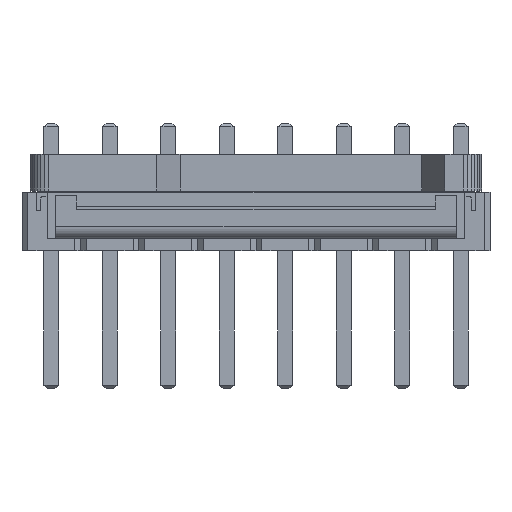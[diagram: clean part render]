
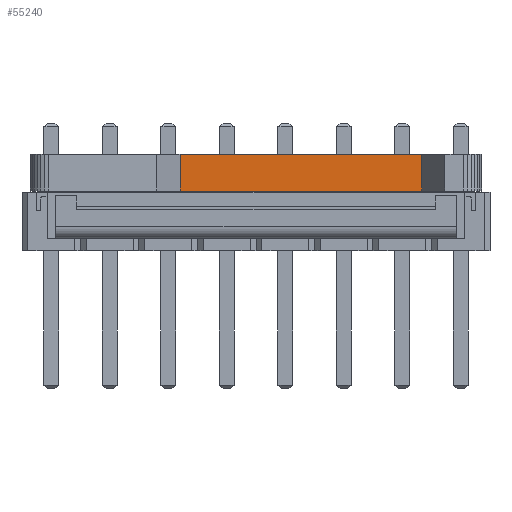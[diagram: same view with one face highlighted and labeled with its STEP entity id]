
A CAD part, front view. The second image highlights one B-rep face of the part: STEP entity #55240.
In plain terms, the highlighted planar face has unit normal (0, -1, 0).
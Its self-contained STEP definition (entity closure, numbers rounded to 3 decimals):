
#52039 = PLANE('',#52040);
#52040 = AXIS2_PLACEMENT_3D('',#52041,#52042,#52043);
#52041 = CARTESIAN_POINT('',(0.03,-0.123,1.6));
#52042 = DIRECTION('',(-0.,-0.,-1.));
#52043 = DIRECTION('',(-1.,0.,0.));
#52093 = PLANE('',#52094);
#52094 = AXIS2_PLACEMENT_3D('',#52095,#52096,#52097);
#52095 = CARTESIAN_POINT('',(0.03,-0.123,0.));
#52096 = DIRECTION('',(-0.,-0.,-1.));
#52097 = DIRECTION('',(-1.,0.,0.));
#52622 = VERTEX_POINT('',#52623);
#52623 = CARTESIAN_POINT('',(7.2,-17.7,0.));
#52637 = PLANE('',#52638);
#52638 = AXIS2_PLACEMENT_3D('',#52639,#52640,#52641);
#52639 = CARTESIAN_POINT('',(8.2,-19.3,0.));
#52640 = DIRECTION('',(-0.848,-0.53,0.));
#52641 = DIRECTION('',(-0.53,0.848,0.));
#52649 = EDGE_CURVE('',#52622,#52650,#52652,.T.);
#52650 = VERTEX_POINT('',#52651);
#52651 = CARTESIAN_POINT('',(-3.3,-17.7,0.));
#52652 = SURFACE_CURVE('',#52653,(#52657,#52664),.PCURVE_S1.);
#52653 = LINE('',#52654,#52655);
#52654 = CARTESIAN_POINT('',(7.2,-17.7,0.));
#52655 = VECTOR('',#52656,1.);
#52656 = DIRECTION('',(-1.,0.,0.));
#52657 = PCURVE('',#52093,#52658);
#52658 = DEFINITIONAL_REPRESENTATION('',(#52659),#52663);
#52659 = LINE('',#52660,#52661);
#52660 = CARTESIAN_POINT('',(-7.17,-17.577));
#52661 = VECTOR('',#52662,1.);
#52662 = DIRECTION('',(1.,0.));
#52663 = ( GEOMETRIC_REPRESENTATION_CONTEXT(2) 
PARAMETRIC_REPRESENTATION_CONTEXT() REPRESENTATION_CONTEXT('2D SPACE',''
  ) );
#52664 = PCURVE('',#52665,#52670);
#52665 = PLANE('',#52666);
#52666 = AXIS2_PLACEMENT_3D('',#52667,#52668,#52669);
#52667 = CARTESIAN_POINT('',(7.2,-17.7,0.));
#52668 = DIRECTION('',(0.,-1.,0.));
#52669 = DIRECTION('',(-1.,0.,0.));
#52670 = DEFINITIONAL_REPRESENTATION('',(#52671),#52675);
#52671 = LINE('',#52672,#52673);
#52672 = CARTESIAN_POINT('',(0.,-0.));
#52673 = VECTOR('',#52674,1.);
#52674 = DIRECTION('',(1.,0.));
#52675 = ( GEOMETRIC_REPRESENTATION_CONTEXT(2) 
PARAMETRIC_REPRESENTATION_CONTEXT() REPRESENTATION_CONTEXT('2D SPACE',''
  ) );
#52693 = PLANE('',#52694);
#52694 = AXIS2_PLACEMENT_3D('',#52695,#52696,#52697);
#52695 = CARTESIAN_POINT('',(-3.3,-17.7,0.));
#52696 = DIRECTION('',(0.848,-0.53,0.));
#52697 = DIRECTION('',(-0.53,-0.848,0.));
#53760 = VERTEX_POINT('',#53761);
#53761 = CARTESIAN_POINT('',(7.2,-17.7,1.6));
#53782 = EDGE_CURVE('',#53760,#53783,#53785,.T.);
#53783 = VERTEX_POINT('',#53784);
#53784 = CARTESIAN_POINT('',(-3.3,-17.7,1.6));
#53785 = SURFACE_CURVE('',#53786,(#53790,#53797),.PCURVE_S1.);
#53786 = LINE('',#53787,#53788);
#53787 = CARTESIAN_POINT('',(7.2,-17.7,1.6));
#53788 = VECTOR('',#53789,1.);
#53789 = DIRECTION('',(-1.,0.,0.));
#53790 = PCURVE('',#52039,#53791);
#53791 = DEFINITIONAL_REPRESENTATION('',(#53792),#53796);
#53792 = LINE('',#53793,#53794);
#53793 = CARTESIAN_POINT('',(-7.17,-17.577));
#53794 = VECTOR('',#53795,1.);
#53795 = DIRECTION('',(1.,0.));
#53796 = ( GEOMETRIC_REPRESENTATION_CONTEXT(2) 
PARAMETRIC_REPRESENTATION_CONTEXT() REPRESENTATION_CONTEXT('2D SPACE',''
  ) );
#53797 = PCURVE('',#52665,#53798);
#53798 = DEFINITIONAL_REPRESENTATION('',(#53799),#53803);
#53799 = LINE('',#53800,#53801);
#53800 = CARTESIAN_POINT('',(0.,-1.6));
#53801 = VECTOR('',#53802,1.);
#53802 = DIRECTION('',(1.,0.));
#53803 = ( GEOMETRIC_REPRESENTATION_CONTEXT(2) 
PARAMETRIC_REPRESENTATION_CONTEXT() REPRESENTATION_CONTEXT('2D SPACE',''
  ) );
#55192 = EDGE_CURVE('',#52622,#53760,#55193,.T.);
#55193 = SURFACE_CURVE('',#55194,(#55198,#55205),.PCURVE_S1.);
#55194 = LINE('',#55195,#55196);
#55195 = CARTESIAN_POINT('',(7.2,-17.7,0.));
#55196 = VECTOR('',#55197,1.);
#55197 = DIRECTION('',(0.,0.,1.));
#55198 = PCURVE('',#52637,#55199);
#55199 = DEFINITIONAL_REPRESENTATION('',(#55200),#55204);
#55200 = LINE('',#55201,#55202);
#55201 = CARTESIAN_POINT('',(1.887,0.));
#55202 = VECTOR('',#55203,1.);
#55203 = DIRECTION('',(0.,-1.));
#55204 = ( GEOMETRIC_REPRESENTATION_CONTEXT(2) 
PARAMETRIC_REPRESENTATION_CONTEXT() REPRESENTATION_CONTEXT('2D SPACE',''
  ) );
#55205 = PCURVE('',#52665,#55206);
#55206 = DEFINITIONAL_REPRESENTATION('',(#55207),#55211);
#55207 = LINE('',#55208,#55209);
#55208 = CARTESIAN_POINT('',(0.,-0.));
#55209 = VECTOR('',#55210,1.);
#55210 = DIRECTION('',(0.,-1.));
#55211 = ( GEOMETRIC_REPRESENTATION_CONTEXT(2) 
PARAMETRIC_REPRESENTATION_CONTEXT() REPRESENTATION_CONTEXT('2D SPACE',''
  ) );
#55240 = ADVANCED_FACE('',(#55241),#52665,.T.);
#55241 = FACE_BOUND('',#55242,.T.);
#55242 = EDGE_LOOP('',(#55243,#55244,#55245,#55266));
#55243 = ORIENTED_EDGE('',*,*,#55192,.T.);
#55244 = ORIENTED_EDGE('',*,*,#53782,.T.);
#55245 = ORIENTED_EDGE('',*,*,#55246,.F.);
#55246 = EDGE_CURVE('',#52650,#53783,#55247,.T.);
#55247 = SURFACE_CURVE('',#55248,(#55252,#55259),.PCURVE_S1.);
#55248 = LINE('',#55249,#55250);
#55249 = CARTESIAN_POINT('',(-3.3,-17.7,0.));
#55250 = VECTOR('',#55251,1.);
#55251 = DIRECTION('',(0.,0.,1.));
#55252 = PCURVE('',#52665,#55253);
#55253 = DEFINITIONAL_REPRESENTATION('',(#55254),#55258);
#55254 = LINE('',#55255,#55256);
#55255 = CARTESIAN_POINT('',(10.5,0.));
#55256 = VECTOR('',#55257,1.);
#55257 = DIRECTION('',(0.,-1.));
#55258 = ( GEOMETRIC_REPRESENTATION_CONTEXT(2) 
PARAMETRIC_REPRESENTATION_CONTEXT() REPRESENTATION_CONTEXT('2D SPACE',''
  ) );
#55259 = PCURVE('',#52693,#55260);
#55260 = DEFINITIONAL_REPRESENTATION('',(#55261),#55265);
#55261 = LINE('',#55262,#55263);
#55262 = CARTESIAN_POINT('',(0.,0.));
#55263 = VECTOR('',#55264,1.);
#55264 = DIRECTION('',(0.,-1.));
#55265 = ( GEOMETRIC_REPRESENTATION_CONTEXT(2) 
PARAMETRIC_REPRESENTATION_CONTEXT() REPRESENTATION_CONTEXT('2D SPACE',''
  ) );
#55266 = ORIENTED_EDGE('',*,*,#52649,.F.);
